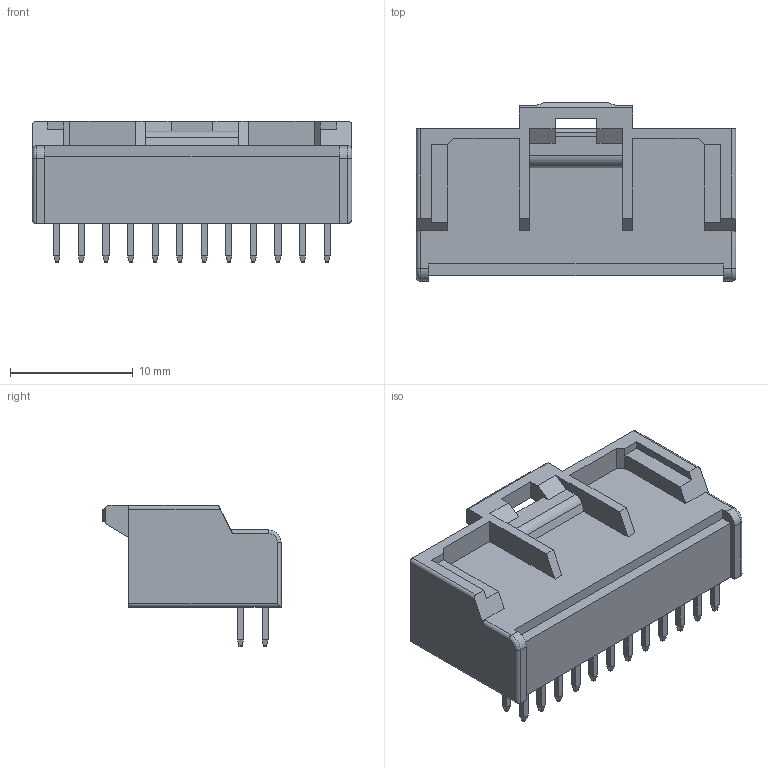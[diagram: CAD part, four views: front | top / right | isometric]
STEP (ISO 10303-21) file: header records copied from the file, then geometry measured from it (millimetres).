
FILE_DESCRIPTION((''),'2;1');
FILE_NAME('2086592440','2020-05-12T',('gga'),(''),'PRO/ENGINEER BY PARAMETRIC TECHNOLOGY CORPORATION, 2016010','PRO/ENGINEER BY PARAMETRIC TECHNOLOGY CORPORATION, 2016010','');
FILE_SCHEMA(('CONFIG_CONTROL_DESIGN'));
Length unit declared in the file: millimetre
Products named in the file (1): 2086592440
Bounding box: 26 x 14.5 x 11.5 mm (x, y, z)
Volume: 1212.1 mm3; surface area: 2139.6 mm2
Topology: 1 solids, 1 shells, 623 faces, 1464 edges, 890 vertices
Faces by surface type: plane 602, cylinder 15, cone 4, torus 2
Entity records: 17148 total; most frequent: CARTESIAN_POINT 2969, ORIENTED_EDGE 2832, DIRECTION 2782, EDGE_CURVE 1416, VECTOR 1382, LINE 1382, VERTEX_POINT 842, AXIS2_PLACEMENT_3D 700
